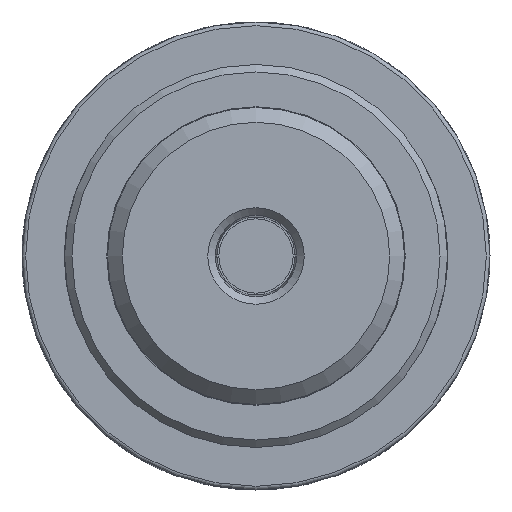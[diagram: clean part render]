
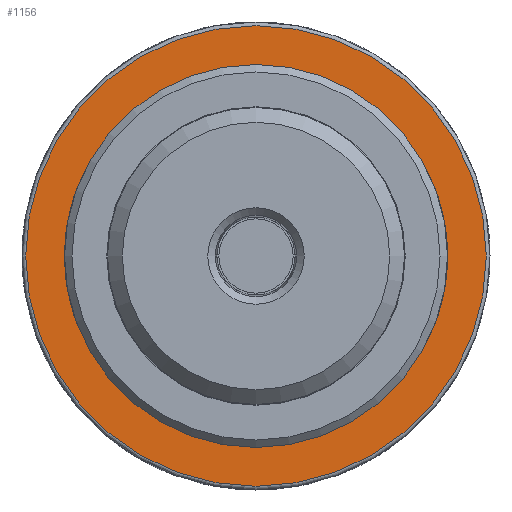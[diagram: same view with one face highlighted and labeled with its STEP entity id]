
A CAD part, left-side view. The second image highlights one B-rep face of the part: STEP entity #1156.
In plain terms, the highlighted planar face has unit normal (-1, 0, 0).
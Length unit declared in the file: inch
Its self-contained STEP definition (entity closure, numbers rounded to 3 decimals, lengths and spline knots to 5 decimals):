
#258=PLANE('',#1257);
#280=FACE_BOUND('',#440,.T.);
#349=FACE_OUTER_BOUND('',#439,.T.);
#439=EDGE_LOOP('',(#1009));
#440=EDGE_LOOP('',(#1010));
#474=CIRCLE('',#1256,0.96938);
#475=CIRCLE('',#1258,0.7874);
#574=VERTEX_POINT('',#2441);
#575=VERTEX_POINT('',#2444);
#720=EDGE_CURVE('',#574,#574,#474,.T.);
#721=EDGE_CURVE('',#575,#575,#475,.T.);
#1009=ORIENTED_EDGE('',*,*,#720,.F.);
#1010=ORIENTED_EDGE('',*,*,#721,.F.);
#1156=ADVANCED_FACE('',(#349,#280),#258,.T.);
#1256=AXIS2_PLACEMENT_3D('',#2442,#1521,#1522);
#1257=AXIS2_PLACEMENT_3D('',#2443,#1523,#1524);
#1258=AXIS2_PLACEMENT_3D('',#2445,#1525,#1526);
#1521=DIRECTION('center_axis',(1.,0.,0.));
#1522=DIRECTION('ref_axis',(0.,1.,0.));
#1523=DIRECTION('center_axis',(-1.,0.,0.));
#1524=DIRECTION('ref_axis',(0.,0.,1.));
#1525=DIRECTION('center_axis',(-1.,0.,0.));
#1526=DIRECTION('ref_axis',(0.,0.,1.));
#2441=CARTESIAN_POINT('',(5.19575,-0.96937,0.));
#2442=CARTESIAN_POINT('Origin',(5.19575,0.,0.));
#2443=CARTESIAN_POINT('Origin',(5.19575,-0.7874,0.));
#2444=CARTESIAN_POINT('',(5.19575,-0.7874,0.));
#2445=CARTESIAN_POINT('Origin',(5.19575,0.,0.));
